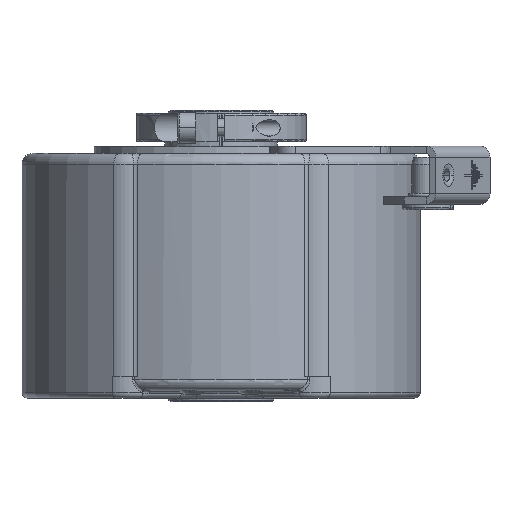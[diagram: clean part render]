
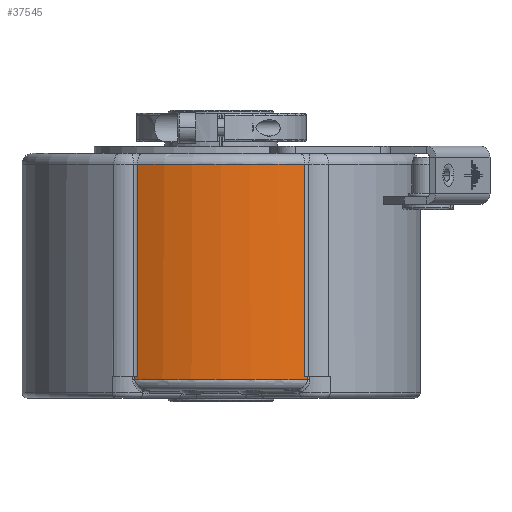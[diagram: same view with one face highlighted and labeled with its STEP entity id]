
A CAD part, front view. The second image highlights one B-rep face of the part: STEP entity #37545.
In plain terms, the highlighted cylindrical face has radius 53 mm (diameter 106 mm), a partial arc.
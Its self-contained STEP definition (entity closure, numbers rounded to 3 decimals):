
#4570=CARTESIAN_POINT('',(0.,0.,-50.2));
#4571=DIRECTION('',(0.,0.,-1.));
#4572=DIRECTION('',(-0.435,-0.9,0.));
#4573=AXIS2_PLACEMENT_3D('',#4570,#4571,#4572);
#4595=DIRECTION('',(0.,0.,1.));
#4596=VECTOR('',#4595,1.);
#4597=CARTESIAN_POINT('',(23.8,-47.356,
-51.2));
#4598=LINE('',#4597,#4596);
#4599=DIRECTION('',(0.,0.,-1.));
#4600=VECTOR('',#4599,1.);
#4601=CARTESIAN_POINT('',(-23.8,-47.356,-50.2));
#4602=LINE('',#4601,#4600);
#4603=CARTESIAN_POINT('',(0.,0.,8.3));
#4604=DIRECTION('',(0.,0.,-1.));
#4605=DIRECTION('',(0.435,-0.9,0.));
#4606=AXIS2_PLACEMENT_3D('',#4603,#4604,#4605);
#4613=DIRECTION('',(0.,0.,1.));
#4614=VECTOR('',#4613,58.5);
#4615=CARTESIAN_POINT('',(23.08,-47.711,-50.2));
#4616=LINE('',#4615,#4614);
#4626=CARTESIAN_POINT('',(0.,0.,-50.2));
#4627=DIRECTION('',(0.,0.,-1.));
#4628=DIRECTION('',(0.449,-0.894,0.));
#4629=AXIS2_PLACEMENT_3D('',#4626,#4627,#4628);
#8735=CARTESIAN_POINT('',(-23.8,-47.356,
-51.2));
#8765=CARTESIAN_POINT('',(0.,0.,-51.2));
#8766=DIRECTION('',(0.,0.,1.));
#8767=DIRECTION('',(-0.449,-0.894,0.));
#8768=AXIS2_PLACEMENT_3D('',#8765,#8766,#8767);
#8798=CARTESIAN_POINT('',(23.8,-47.356,
-51.2));
#23973=DIRECTION('',(0.,0.,-1.));
#23974=VECTOR('',#23973,58.5);
#23975=CARTESIAN_POINT('',(-23.08,-47.711,8.3));
#23976=LINE('',#23975,#23974);
#29532=CARTESIAN_POINT('',(23.08,-47.711,8.3));
#29533=CARTESIAN_POINT('',(-23.08,-47.711,8.3));
#29534=VERTEX_POINT('',#29532);
#29535=VERTEX_POINT('',#29533);
#30618=VERTEX_POINT('',#8798);
#30648=VERTEX_POINT('',#8735);
#30901=CARTESIAN_POINT('',(23.8,-47.356,-50.2));
#30902=CARTESIAN_POINT('',(23.08,-47.711,-50.2));
#30903=VERTEX_POINT('',#30901);
#30904=VERTEX_POINT('',#30902);
#30905=CARTESIAN_POINT('',(-23.08,-47.711,-50.2));
#30906=CARTESIAN_POINT('',(-23.8,-47.356,-50.2));
#30907=VERTEX_POINT('',#30905);
#30908=VERTEX_POINT('',#30906);
#37523=CARTESIAN_POINT('',(0.,0.,-50.2));
#37524=DIRECTION('',(0.,0.,1.));
#37525=DIRECTION('',(1.,0.,0.));
#37526=AXIS2_PLACEMENT_3D('',#37523,#37524,#37525);
#37527=CYLINDRICAL_SURFACE('',#37526,53.);
#37529=ORIENTED_EDGE('',*,*,#37528,.F.);
#37531=ORIENTED_EDGE('',*,*,#37530,.F.);
#37533=ORIENTED_EDGE('',*,*,#37532,.F.);
#37535=ORIENTED_EDGE('',*,*,#37534,.F.);
#37537=ORIENTED_EDGE('',*,*,#37536,.F.);
#37538=ORIENTED_EDGE('',*,*,#37509,.F.);
#37540=ORIENTED_EDGE('',*,*,#37539,.F.);
#37542=ORIENTED_EDGE('',*,*,#37541,.F.);
#37543=EDGE_LOOP('',(#37529,#37531,#37533,#37535,#37537,#37538,#37540,#37542));
#37544=FACE_OUTER_BOUND('',#37543,.F.);
#4574=CIRCLE('',#4573,53.);
#4607=CIRCLE('',#4606,53.);
#4630=CIRCLE('',#4629,53.);
#8769=CIRCLE('',#8768,53.);
#37509=EDGE_CURVE('',#30907,#30908,#4574,.T.);
#37528=EDGE_CURVE('',#30904,#29534,#4616,.T.);
#37530=EDGE_CURVE('',#30903,#30904,#4630,.T.);
#37532=EDGE_CURVE('',#30618,#30903,#4598,.T.);
#37534=EDGE_CURVE('',#30648,#30618,#8769,.T.);
#37536=EDGE_CURVE('',#30908,#30648,#4602,.T.);
#37539=EDGE_CURVE('',#29535,#30907,#23976,.T.);
#37541=EDGE_CURVE('',#29534,#29535,#4607,.T.);
#37545=ADVANCED_FACE('',(#37544),#37527,.T.);
